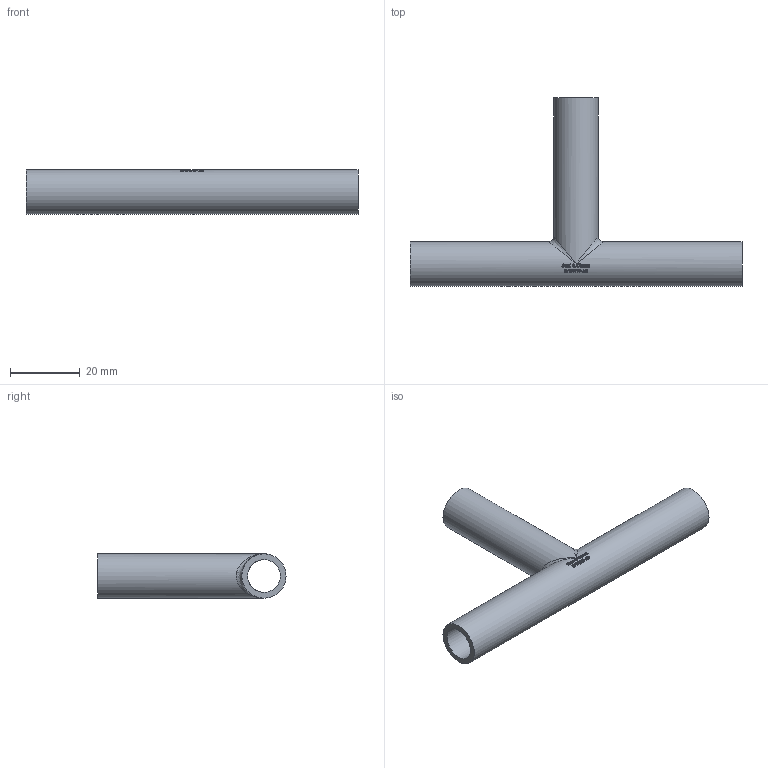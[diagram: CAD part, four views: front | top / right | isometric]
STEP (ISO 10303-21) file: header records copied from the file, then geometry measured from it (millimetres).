
FILE_DESCRIPTION(/* description */ (''),/* implementation_level */ '2;1');
FILE_NAME(/* name */ 'S7WWW-.50.stp',/* time_stamp */ '2018-11-28T09:09:51-05:00',/* author */ ('ken'),/* organization */ (''),/* preprocessor_version */ 'ST-DEVELOPER v15.2',/* originating_system */ 'Autodesk Inventor 2014',/* authorisation */ '');
FILE_SCHEMA (('AUTOMOTIVE_DESIGN { 1 0 10303 214 3 1 1 }'));
Length unit declared in the file: inch
Products named in the file (1): S7WWW-.50
Bounding box: 95.25 x 53.98 x 12.7 mm (x, y, z)
Volume: 7789.8 mm3; surface area: 9593.1 mm2
Topology: 1 solids, 1 shells, 346 faces, 941 edges, 624 vertices
Faces by surface type: bspline 162, plane 148, cylinder 36
Full cylindrical faces by diameter (mm): 9.398 x2, 12.7 x2
Entity records: 13862 total; most frequent: CARTESIAN_POINT 6069, ORIENTED_EDGE 1854, DIRECTION 1147, EDGE_CURVE 927, VERTEX_POINT 620, LINE 437, VECTOR 437, EDGE_LOOP 387
